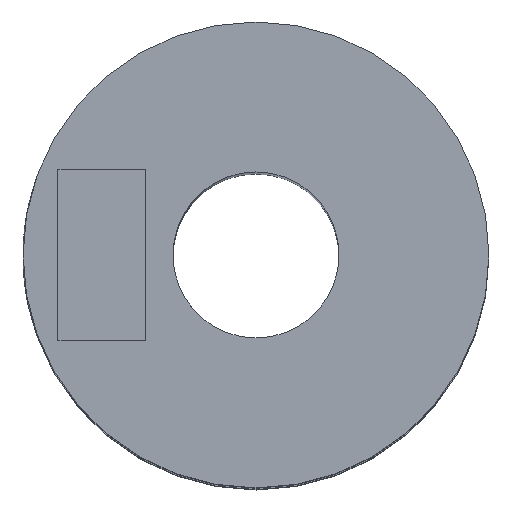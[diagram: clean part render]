
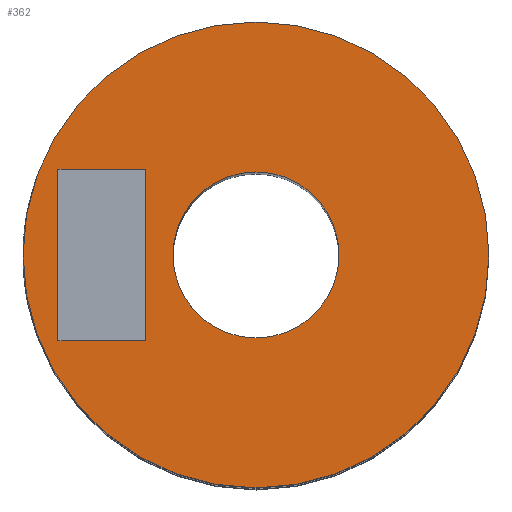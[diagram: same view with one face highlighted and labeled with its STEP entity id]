
A CAD part, top view. The second image highlights one B-rep face of the part: STEP entity #362.
In plain terms, the highlighted planar face has unit normal (0, 0, 1).
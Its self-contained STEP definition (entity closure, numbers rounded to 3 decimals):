
#27=LINE('',#674,#51);
#31=LINE('',#682,#55);
#34=LINE('',#688,#58);
#37=LINE('',#693,#61);
#51=VECTOR('',#441,5.9);
#55=VECTOR('',#447,3.);
#58=VECTOR('',#452,5.9);
#61=VECTOR('',#457,3.);
#76=PLANE('',#398);
#97=FACE_BOUND('',#175,.T.);
#98=FACE_BOUND('',#176,.T.);
#104=CIRCLE('',#385,2.85);
#106=CIRCLE('',#388,8.);
#132=FACE_OUTER_BOUND('',#174,.T.);
#174=EDGE_LOOP('',(#327));
#175=EDGE_LOOP('',(#328,#329,#330,#331));
#176=EDGE_LOOP('',(#332));
#197=VERTEX_POINT('',#672);
#198=VERTEX_POINT('',#673);
#201=VERTEX_POINT('',#681);
#203=VERTEX_POINT('',#687);
#206=VERTEX_POINT('',#699);
#208=VERTEX_POINT('',#704);
#233=EDGE_CURVE('',#197,#198,#27,.T.);
#237=EDGE_CURVE('',#201,#197,#31,.T.);
#240=EDGE_CURVE('',#203,#201,#34,.T.);
#243=EDGE_CURVE('',#198,#203,#37,.T.);
#246=EDGE_CURVE('',#206,#206,#104,.T.);
#248=EDGE_CURVE('',#208,#208,#106,.T.);
#327=ORIENTED_EDGE('',*,*,#248,.F.);
#328=ORIENTED_EDGE('',*,*,#233,.T.);
#329=ORIENTED_EDGE('',*,*,#243,.T.);
#330=ORIENTED_EDGE('',*,*,#240,.T.);
#331=ORIENTED_EDGE('',*,*,#237,.T.);
#332=ORIENTED_EDGE('',*,*,#246,.T.);
#362=ADVANCED_FACE('',(#132,#97,#98),#76,.T.);
#385=AXIS2_PLACEMENT_3D('',#700,#465,#466);
#388=AXIS2_PLACEMENT_3D('',#705,#471,#472);
#398=AXIS2_PLACEMENT_3D('',#719,#491,#492);
#441=DIRECTION('',(0.,-1.,0.));
#447=DIRECTION('',(1.,0.,0.));
#452=DIRECTION('',(0.,1.,0.));
#457=DIRECTION('',(-1.,0.,0.));
#465=DIRECTION('center_axis',(0.,0.,-1.));
#466=DIRECTION('ref_axis',(-1.,0.,0.));
#471=DIRECTION('center_axis',(0.,0.,-1.));
#472=DIRECTION('ref_axis',(1.,0.,0.));
#491=DIRECTION('center_axis',(0.,0.,1.));
#492=DIRECTION('ref_axis',(1.,0.,0.));
#672=CARTESIAN_POINT('',(-3.8,1.2,53.332));
#673=CARTESIAN_POINT('',(-3.8,-4.7,53.332));
#674=CARTESIAN_POINT('',(-3.8,3.725,53.332));
#681=CARTESIAN_POINT('',(-6.8,1.2,53.332));
#682=CARTESIAN_POINT('',(-3.4,1.2,53.332));
#687=CARTESIAN_POINT('',(-6.8,-4.7,53.332));
#688=CARTESIAN_POINT('',(-6.8,0.775,53.332));
#693=CARTESIAN_POINT('',(-1.9,-4.7,53.332));
#699=CARTESIAN_POINT('',(2.85,-1.75,53.332));
#700=CARTESIAN_POINT('Origin',(0.,-1.75,53.332));
#704=CARTESIAN_POINT('',(0.,6.25,53.332));
#705=CARTESIAN_POINT('Origin',(0.,-1.75,53.332));
#719=CARTESIAN_POINT('Origin',(0.,6.25,53.332));
